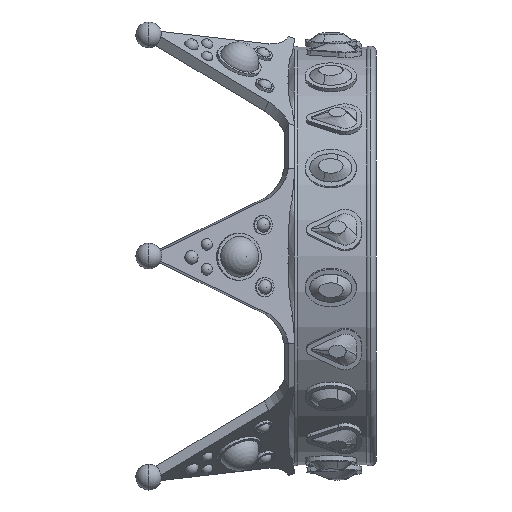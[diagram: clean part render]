
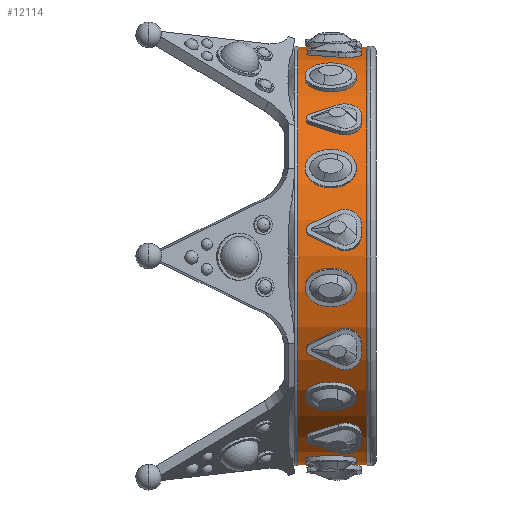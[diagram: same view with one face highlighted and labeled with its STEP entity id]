
A CAD part, left-side view. The second image highlights one B-rep face of the part: STEP entity #12114.
In plain terms, the highlighted cylindrical face has radius 90.932 mm (diameter 181.864 mm), a partial arc.
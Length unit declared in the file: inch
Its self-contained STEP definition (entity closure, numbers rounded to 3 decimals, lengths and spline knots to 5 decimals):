
#10 = CIRCLE ( 'NONE', #15416, 3.58 ) ;
#725 = DIRECTION ( 'NONE',  ( 0., 0., 1. ) ) ;
#1495 = EDGE_LOOP ( 'NONE', ( #4408, #19086, #3979, #22390 ) ) ;
#3979 = ORIENTED_EDGE ( 'NONE', *, *, #7035, .T. ) ;
#4408 = ORIENTED_EDGE ( 'NONE', *, *, #5860, .F. ) ;
#4418 = CARTESIAN_POINT ( 'NONE',  ( 0., -1.24, -3.58 ) ) ;
#5235 = EDGE_CURVE ( 'NONE', #9702, #15836, #6758, .T. ) ;
#5419 = DIRECTION ( 'NONE',  ( 0., 0., 1. ) ) ;
#5689 = CYLINDRICAL_SURFACE ( 'NONE', #8229, 3.58 ) ;
#5860 = EDGE_CURVE ( 'NONE', #9702, #22789, #18872, .T. ) ;
#6749 = DIRECTION ( 'NONE',  ( 0., 1., 0. ) ) ;
#6758 = CIRCLE ( 'NONE', #9762, 3.58 ) ;
#7035 = EDGE_CURVE ( 'NONE', #15836, #22080, #9987, .T. ) ;
#7457 = DIRECTION ( 'NONE',  ( 0., 1., 0. ) ) ;
#7708 = VECTOR ( 'NONE', #13633, 39.37008 ) ;
#8229 = AXIS2_PLACEMENT_3D ( 'NONE', #18160, #7457, #725 ) ;
#9206 = DIRECTION ( 'NONE',  ( 0., 0., 1. ) ) ;
#9540 = CARTESIAN_POINT ( 'NONE',  ( 0., -0.06, 3.58 ) ) ;
#9702 = VERTEX_POINT ( 'NONE', #4418 ) ;
#9762 = AXIS2_PLACEMENT_3D ( 'NONE', #21549, #12495, #5419 ) ;
#9987 = LINE ( 'NONE', #21053, #7708 ) ;
#10158 = CARTESIAN_POINT ( 'NONE',  ( 0., 1.8324, -3.58 ) ) ;
#11098 = FACE_OUTER_BOUND ( 'NONE', #1495, .T. ) ;
#12114 = ADVANCED_FACE ( 'NONE', ( #11098 ), #5689, .T. ) ;
#12495 = DIRECTION ( 'NONE',  ( 0., 1., 0. ) ) ;
#12955 = CARTESIAN_POINT ( 'NONE',  ( 0., -1.24, 3.58 ) ) ;
#13633 = DIRECTION ( 'NONE',  ( 0., 1., 0. ) ) ;
#14554 = CARTESIAN_POINT ( 'NONE',  ( 0., -0.06, -3.58 ) ) ;
#15416 = AXIS2_PLACEMENT_3D ( 'NONE', #20135, #16145, #9206 ) ;
#15836 = VERTEX_POINT ( 'NONE', #12955 ) ;
#16145 = DIRECTION ( 'NONE',  ( 0., 1., 0. ) ) ;
#16647 = EDGE_CURVE ( 'NONE', #22789, #22080, #10, .T. ) ;
#17998 = VECTOR ( 'NONE', #6749, 39.37008 ) ;
#18160 = CARTESIAN_POINT ( 'NONE',  ( 0., 1.8324, 0. ) ) ;
#18872 = LINE ( 'NONE', #10158, #17998 ) ;
#19086 = ORIENTED_EDGE ( 'NONE', *, *, #5235, .T. ) ;
#20135 = CARTESIAN_POINT ( 'NONE',  ( 0., -0.06, 0. ) ) ;
#21053 = CARTESIAN_POINT ( 'NONE',  ( 0., 1.8324, 3.58 ) ) ;
#21549 = CARTESIAN_POINT ( 'NONE',  ( 0., -1.24, 0. ) ) ;
#22080 = VERTEX_POINT ( 'NONE', #9540 ) ;
#22390 = ORIENTED_EDGE ( 'NONE', *, *, #16647, .F. ) ;
#22789 = VERTEX_POINT ( 'NONE', #14554 ) ;
